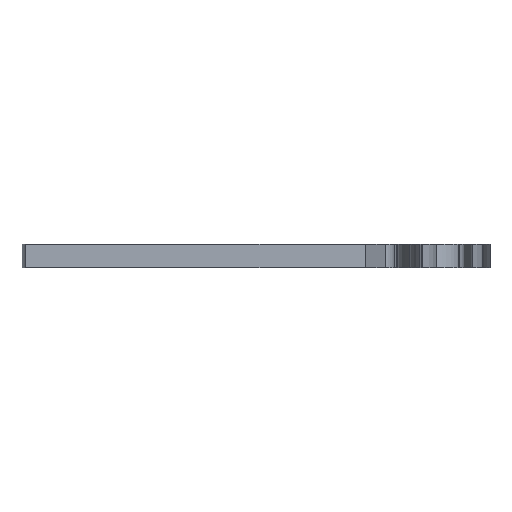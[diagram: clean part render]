
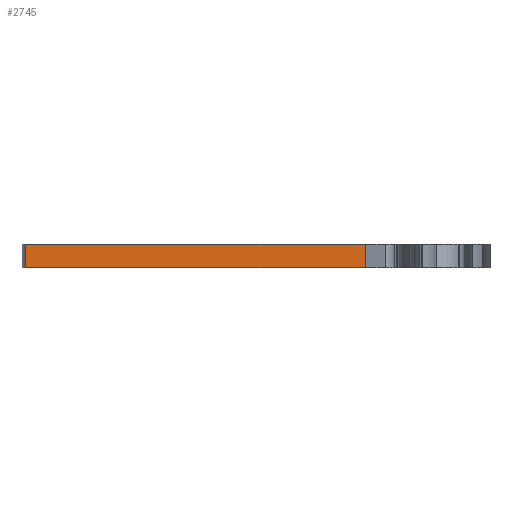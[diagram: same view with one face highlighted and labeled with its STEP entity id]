
A CAD part, front view. The second image highlights one B-rep face of the part: STEP entity #2745.
In plain terms, the highlighted free-form (B-spline) face has degree [1, 1] with [2, 2] control points.
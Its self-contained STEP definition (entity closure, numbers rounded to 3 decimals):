
#986 = VERTEX_POINT('',#987);
#987 = CARTESIAN_POINT('',(0.523,0.,5.072));
#993 = EDGE_CURVE('',#986,#994,#996,.T.);
#994 = VERTEX_POINT('',#995);
#995 = CARTESIAN_POINT('',(74.192,-0.314,
    5.072));
#996 = B_SPLINE_CURVE_WITH_KNOTS('',1,(#997,#998),.UNSPECIFIED.,.F.,.F.,
  (2,2),(0.,72.624),.PIECEWISE_BEZIER_KNOTS.);
#997 = CARTESIAN_POINT('',(0.523,0.,5.072));
#998 = CARTESIAN_POINT('',(74.192,-0.314,
    5.072));
#1899 = VERTEX_POINT('',#1900);
#1900 = CARTESIAN_POINT('',(0.523,0.,0.));
#2385 = VERTEX_POINT('',#2386);
#2386 = CARTESIAN_POINT('',(74.192,-0.314,0.));
#2392 = EDGE_CURVE('',#1899,#2385,#2393,.T.);
#2393 = B_SPLINE_CURVE_WITH_KNOTS('',1,(#2394,#2395),.UNSPECIFIED.,.F.,
  .F.,(2,2),(0.,72.624),.PIECEWISE_BEZIER_KNOTS.);
#2394 = CARTESIAN_POINT('',(0.523,0.,0.));
#2395 = CARTESIAN_POINT('',(74.192,-0.314,0.));
#2728 = EDGE_CURVE('',#986,#1899,#2729,.T.);
#2729 = B_SPLINE_CURVE_WITH_KNOTS('',1,(#2730,#2731),.UNSPECIFIED.,.F.,
  .F.,(2,2),(-0.,5.),.PIECEWISE_BEZIER_KNOTS.);
#2730 = CARTESIAN_POINT('',(0.523,0.,5.072));
#2731 = CARTESIAN_POINT('',(0.523,0.,0.));
#2745 = ADVANCED_FACE('',(#2746),#2756,.F.);
#2746 = FACE_BOUND('',#2747,.T.);
#2747 = EDGE_LOOP('',(#2748,#2749,#2754,#2755));
#2748 = ORIENTED_EDGE('',*,*,#2392,.T.);
#2749 = ORIENTED_EDGE('',*,*,#2750,.F.);
#2750 = EDGE_CURVE('',#994,#2385,#2751,.T.);
#2751 = B_SPLINE_CURVE_WITH_KNOTS('',1,(#2752,#2753),.UNSPECIFIED.,.F.,
  .F.,(2,2),(-0.,5.),.PIECEWISE_BEZIER_KNOTS.);
#2752 = CARTESIAN_POINT('',(74.192,-0.314,
    5.072));
#2753 = CARTESIAN_POINT('',(74.192,-0.314,0.));
#2754 = ORIENTED_EDGE('',*,*,#993,.F.);
#2755 = ORIENTED_EDGE('',*,*,#2728,.T.);
#2756 = B_SPLINE_SURFACE_WITH_KNOTS('',1,1,(
    (#2757,#2758)
    ,(#2759,#2760
    )),.UNSPECIFIED.,.F.,.F.,.F.,(2,2),(2,2),(-72.624,0.),(-5.,
    0.),.PIECEWISE_BEZIER_KNOTS.);
#2757 = CARTESIAN_POINT('',(74.192,-0.314,0.));
#2758 = CARTESIAN_POINT('',(74.192,-0.314,
    5.072));
#2759 = CARTESIAN_POINT('',(0.523,0.,0.));
#2760 = CARTESIAN_POINT('',(0.523,0.,5.072));
